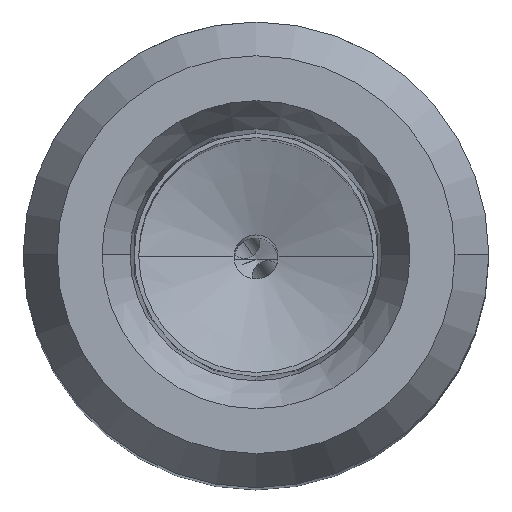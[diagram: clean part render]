
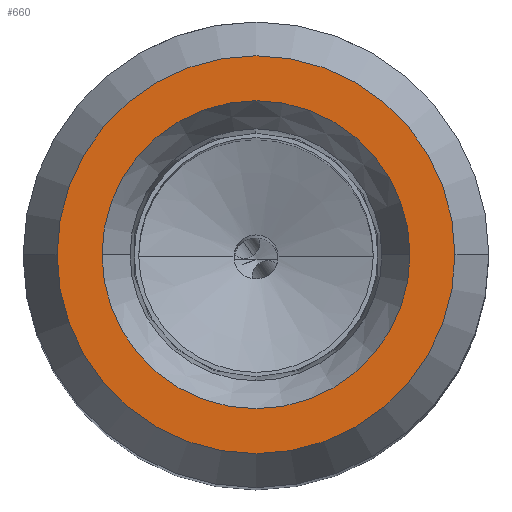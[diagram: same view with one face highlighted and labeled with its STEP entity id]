
A CAD part, top view. The second image highlights one B-rep face of the part: STEP entity #660.
In plain terms, the highlighted planar face has unit normal (0, 0, 1).
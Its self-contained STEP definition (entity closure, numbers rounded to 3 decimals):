
#81=FACE_BOUND('',#1045,.T.);
#82=FACE_BOUND('',#1046,.T.);
#144=PLANE('',#3811);
#452=CIRCLE('',#3793,5.25);
#459=CIRCLE('',#3806,6.783);
#460=CIRCLE('',#3808,6.783);
#461=CIRCLE('',#3810,5.25);
#660=ADVANCED_FACE('',(#81,#82),#144,.T.);
#1045=EDGE_LOOP('',(#1308,#1309));
#1046=EDGE_LOOP('',(#1310,#1311));
#1308=ORIENTED_EDGE('',*,*,#2841,.T.);
#1309=ORIENTED_EDGE('',*,*,#2819,.T.);
#1310=ORIENTED_EDGE('',*,*,#2837,.T.);
#1311=ORIENTED_EDGE('',*,*,#2840,.T.);
#2415=VERTEX_POINT('',#4995);
#2416=VERTEX_POINT('',#4996);
#2429=VERTEX_POINT('',#5042);
#2430=VERTEX_POINT('',#5043);
#2819=EDGE_CURVE('',#2415,#2416,#452,.T.);
#2837=EDGE_CURVE('',#2429,#2430,#459,.T.);
#2840=EDGE_CURVE('',#2430,#2429,#460,.T.);
#2841=EDGE_CURVE('',#2416,#2415,#461,.T.);
#3793=AXIS2_PLACEMENT_3D('',#4994,#4147,#4148);
#3806=AXIS2_PLACEMENT_3D('',#5041,#4181,#4182);
#3808=AXIS2_PLACEMENT_3D('',#5047,#4187,#4188);
#3810=AXIS2_PLACEMENT_3D('',#5049,#4191,#4192);
#3811=AXIS2_PLACEMENT_3D('',#5050,#4193,#4194);
#4147=DIRECTION('',(0.,0.,-1.));
#4148=DIRECTION('',(1.,0.,0.));
#4181=DIRECTION('',(0.,0.,1.));
#4182=DIRECTION('',(-1.,0.,0.));
#4187=DIRECTION('',(0.,0.,1.));
#4188=DIRECTION('',(1.,0.,0.));
#4191=DIRECTION('',(0.,0.,-1.));
#4192=DIRECTION('',(-1.,0.,0.));
#4193=DIRECTION('',(0.,0.,1.));
#4194=DIRECTION('',(-1.,0.,0.));
#4994=CARTESIAN_POINT('',(0.,0.,24.5));
#4995=CARTESIAN_POINT('',(5.25,0.,24.5));
#4996=CARTESIAN_POINT('',(-5.25,0.,24.5));
#5041=CARTESIAN_POINT('',(0.,0.,24.5));
#5042=CARTESIAN_POINT('',(-6.783,0.,24.5));
#5043=CARTESIAN_POINT('',(6.783,0.,24.5));
#5047=CARTESIAN_POINT('',(0.,0.,24.5));
#5049=CARTESIAN_POINT('',(0.,0.,24.5));
#5050=CARTESIAN_POINT('',(0.,0.,24.5));
